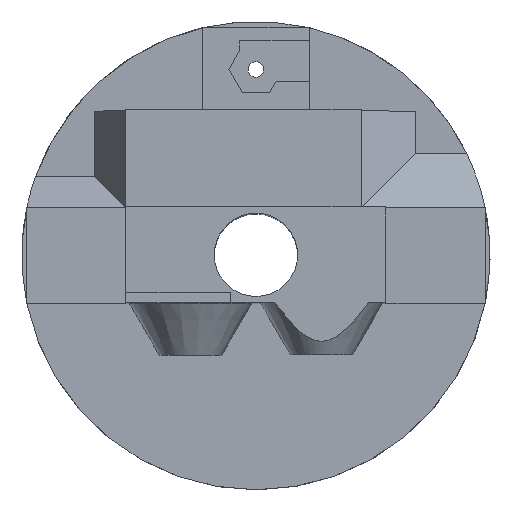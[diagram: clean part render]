
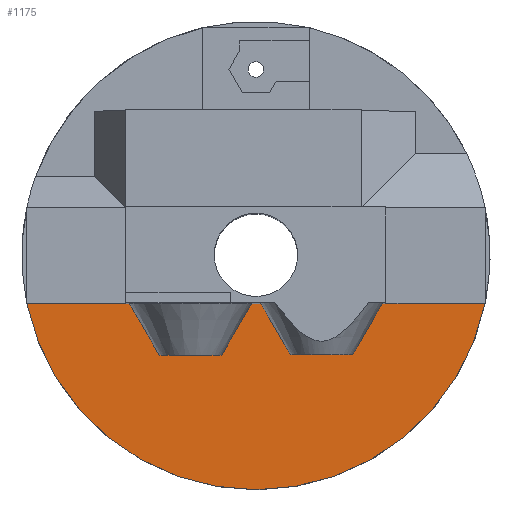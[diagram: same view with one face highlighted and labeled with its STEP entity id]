
A CAD part, top view. The second image highlights one B-rep face of the part: STEP entity #1175.
In plain terms, the highlighted planar face has unit normal (0, 0, 1).
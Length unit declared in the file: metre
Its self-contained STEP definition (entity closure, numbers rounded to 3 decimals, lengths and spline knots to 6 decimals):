
#72=LINE('',#1820,#210);
#210=VECTOR('',#1441,1.);
#368=ORIENTED_EDGE('',*,*,#693,.T.);
#369=ORIENTED_EDGE('',*,*,#649,.T.);
#649=EDGE_CURVE('',#815,#814,#911,.T.);
#693=EDGE_CURVE('',#814,#815,#72,.T.);
#814=VERTEX_POINT('',#1720);
#815=VERTEX_POINT('',#1722);
#911=CIRCLE('',#1260,0.0225);
#942=EDGE_LOOP('',(#368,#369));
#1031=FACE_BOUND('',#942,.T.);
#1113=PLANE('',#1272);
#1175=ADVANCED_FACE('',(#1031),#1113,.T.);
#1260=AXIS2_PLACEMENT_3D('',#1721,#1379,#1380);
#1272=AXIS2_PLACEMENT_3D('',#1819,#1439,#1440);
#1379=DIRECTION('',(0.,0.,1.));
#1380=DIRECTION('',(1.,0.,0.));
#1439=DIRECTION('',(0.,0.,1.));
#1440=DIRECTION('',(1.,0.,0.));
#1441=DIRECTION('',(-1.,0.,0.));
#1720=CARTESIAN_POINT('',(0.022025,-0.0046,0.003));
#1721=CARTESIAN_POINT('',(0.,0.,0.003));
#1722=CARTESIAN_POINT('',(-0.022025,-0.0046,0.003));
#1819=CARTESIAN_POINT('',(0.,0.,0.003));
#1820=CARTESIAN_POINT('',(0.,-0.0046,0.003));
